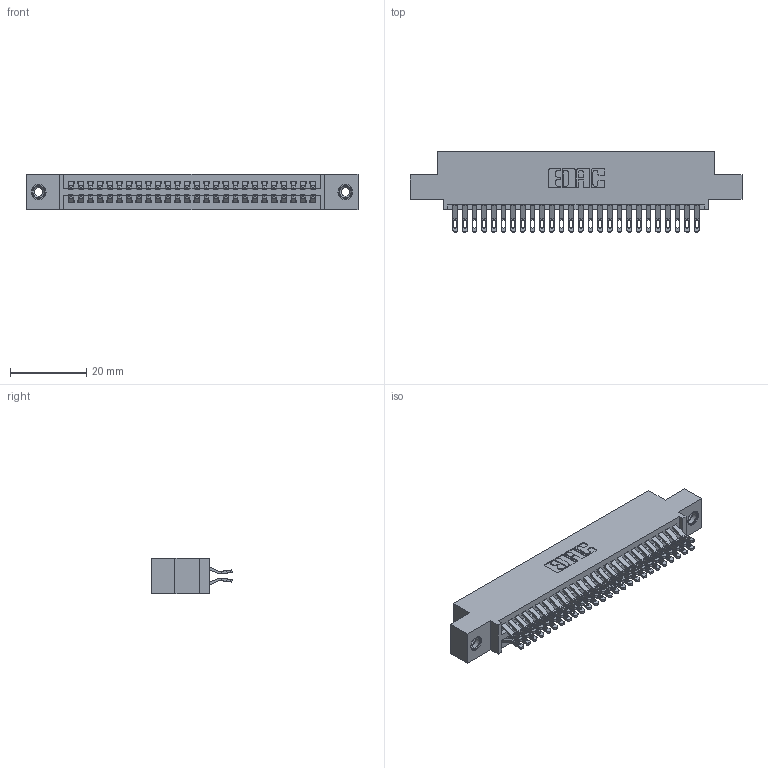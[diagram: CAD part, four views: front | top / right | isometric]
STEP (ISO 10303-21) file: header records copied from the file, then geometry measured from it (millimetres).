
FILE_DESCRIPTION (( 'STEP AP203' ), '1' );
FILE_NAME ('345-052-555-508.STEP', '2019-10-29T17:09:21', ( '' ), ( '' ), 'SwSTEP 2.0', 'SolidWorks 2016', '' );
FILE_SCHEMA (( 'CONFIG_CONTROL_DESIGN' ));
Length unit declared in the file: inch
Products named in the file (4): 345-250-001_345-250-003-102; 345-292-001_555 Tail; 345-052-555-508; 345 Part_0.110 Offset - 0.156 Dia-TI
Assembly tree (55 placements, depth 2):
  345-052-555-508
    345 Part_0.110 Offset - 0.156 Dia-TI
    345-292-001_555 Tail  x52
    345-250-001_345-250-003-102  x2
Bounding box: 87.25 x 21.13 x 9.4 mm (x, y, z)
Volume: 8397.9 mm3; surface area: 12734.5 mm2
Topology: 55 solids, 55 shells, 3102 faces, 9693 edges, 6454 vertices
Faces by surface type: plane 1728, cylinder 1358, cone 12, torus 4
Entity records: 24198 total; most frequent: CARTESIAN_POINT 4089, ORIENTED_EDGE 3986, DIRECTION 3619, EDGE_CURVE 1993, LINE 1717, VECTOR 1717, VERTEX_POINT 1324, AXIS2_PLACEMENT_3D 951
